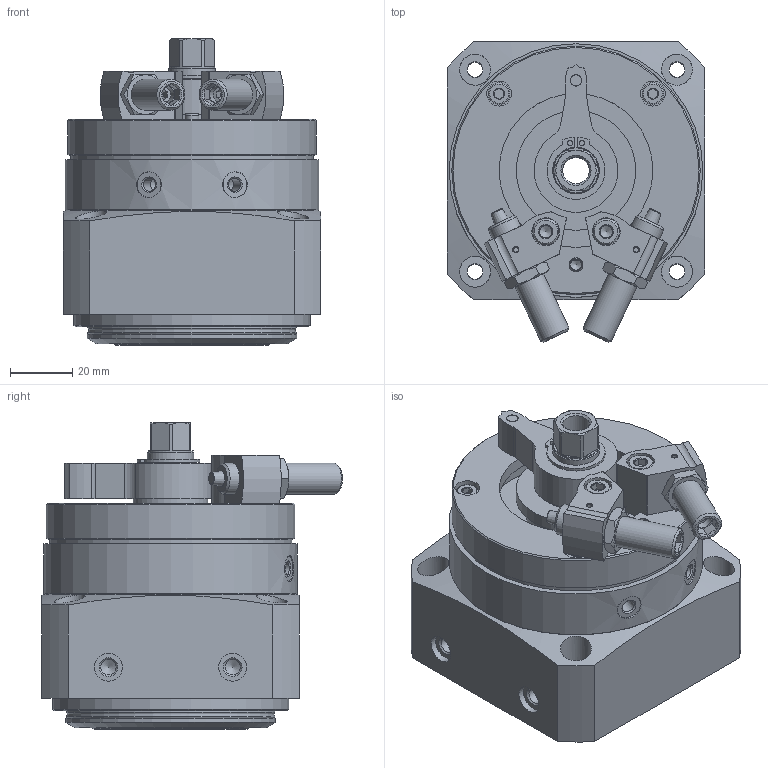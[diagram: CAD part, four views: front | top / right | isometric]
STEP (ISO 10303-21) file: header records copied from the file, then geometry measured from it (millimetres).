
FILE_DESCRIPTION(/* description */ ('STEP AP214'),/* implementation_level */ '2;1');
FILE_NAME(/* name */ '1369118_DSM-25-270-P1-HD-A-B',/* time_stamp */ '2024-08-21T18:21:28+02:00',/* author */ ('License CC BY-ND 4.0'),/* organization */ ('CADENAS'),/* preprocessor_version */ 'ST-DEVELOPER v19.3',/* originating_system */ 'PARTsolutions',/* authorisation */ ' ');
FILE_SCHEMA (('AUTOMOTIVE_DESIGN {1 0 10303 214 3 1 1}'));
Length unit declared in the file: millimetre
Products named in the file (9): 1369118 DSM-25-270-P1-HD-A-B---(0); 1376448 DSM-25-270-HD---(Geh); 256913 DSM-25_NS; 702864 DSM-25-BR---(HZ); 548374 DYEF-M10-Y1F_P; DIN-912 - M5x20(F); 396998 YSRW M10X1-3.5-13; 702863 DSM-25-BL---(HZ); 1376448 DSM-25-270-HD---(Kol)
Assembly tree (12 placements, depth 2):
  1369118 DSM-25-270-P1-HD-A-B---(0)
    1376448 DSM-25-270-HD---(Geh)
    256913 DSM-25_NS  x2
    702864 DSM-25-BR---(HZ)
    548374 DYEF-M10-Y1F_P  x2
    DIN-912 - M5x20(F)  x2
    396998 YSRW M10X1-3.5-13  x2
    702863 DSM-25-BL---(HZ)
    1376448 DSM-25-270-HD---(Kol)
Bounding box: 83 x 96.8 x 98.7 mm (x, y, z)
Volume: 359330.3 mm3; surface area: 93715.5 mm2
Topology: 12 solids, 12 shells, 565 faces, 1257 edges, 796 vertices
Faces by surface type: plane 285, cylinder 159, cone 104, torus 17
Full cylindrical faces by diameter (mm): 1.567 x2, 1.7 x2, 2.1 x2, 3.7 x2, 4.134 x8, 4.5 x1, 4.917 x10, 5 x2, 5.1 x4, 5.459 x2, 5.5 x2, 7 x8, 8 x4, 8.3 x2, 8.5 x6, 8.566 x1, 8.917 x4, 9 x8, 10 x10, 14.3 x1, 14.5 x1, 15 x3, 17 x2, 20 x2, 24 x1, 32 x1, 38.5 x1, 49.5 x1, 50 x1, 57.5 x2
Entity records: 14014 total; most frequent: CARTESIAN_POINT 2335, DIRECTION 2163, ORIENTED_EDGE 1680, AXIS2_PLACEMENT_3D 903, EDGE_CURVE 840, FACE_BOUND 787, EDGE_LOOP 774, VERTEX_POINT 649
